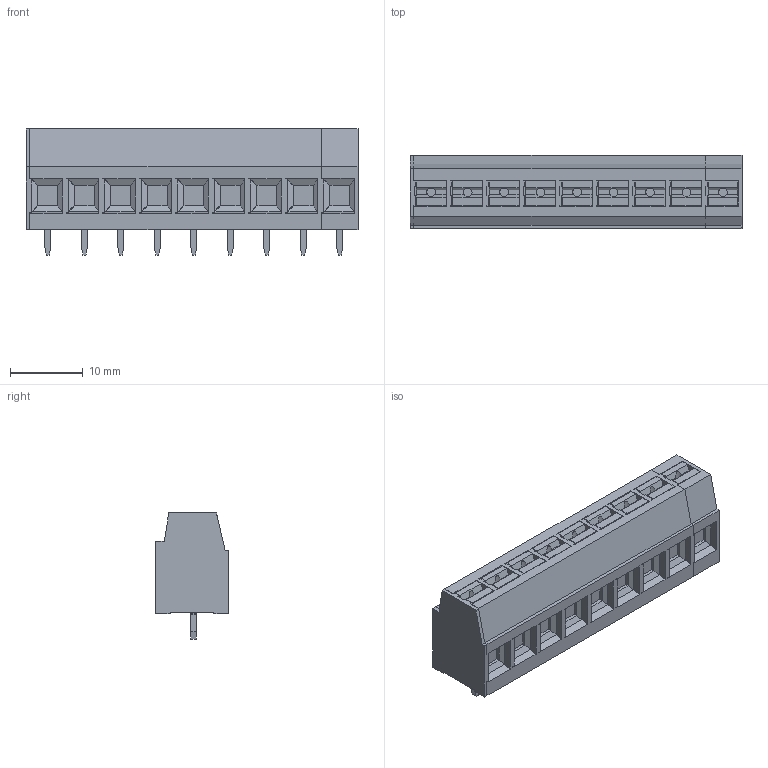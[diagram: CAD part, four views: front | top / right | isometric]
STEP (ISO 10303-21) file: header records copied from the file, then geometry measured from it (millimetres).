
FILE_DESCRIPTION(('CATIA V5 STEP Exchange','CAx-IF Rec.Pracs.--- Model Styling and Organization---1.4--- 2014-01-23'),'2;1');
FILE_NAME ('D1528644_0', '2022-04-26T09:47:06+00:00', ('none'), ('Weidmueller'), 'CATIA Version 5-6 Release 2016 SP3 HF44', 'CATIA V5 STEP AP214', 'none');
FILE_SCHEMA(('AUTOMOTIVE_DESIGN { 1 0 10303 214 1 1 1 1 }'));
Length unit declared in the file: millimetre
Products named in the file (1): 2786600000
Bounding box: 45.5 x 10 x 17.3 mm (x, y, z)
Volume: 5390.2 mm3; surface area: 4028.2 mm2
Topology: 21 solids, 40 shells, 974 faces, 2658 edges, 1782 vertices
Faces by surface type: plane 900, cylinder 62, cone 12
Entity records: 28844 total; most frequent: CARTESIAN_POINT 6222, ORIENTED_EDGE 5316, DIRECTION 3537, EDGE_CURVE 2658, VECTOR 2381, LINE 2381, VERTEX_POINT 1782, EDGE_LOOP 1010
